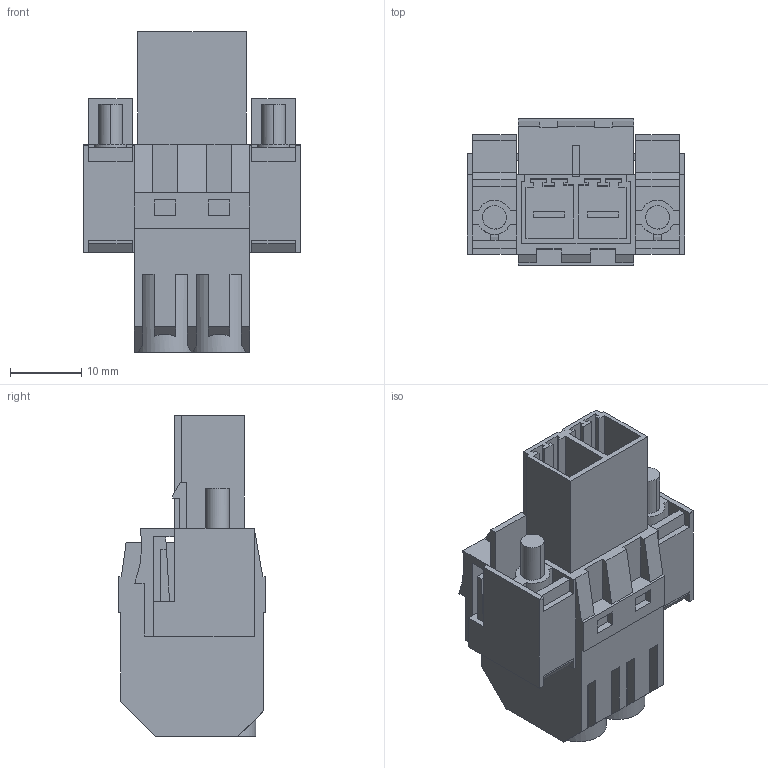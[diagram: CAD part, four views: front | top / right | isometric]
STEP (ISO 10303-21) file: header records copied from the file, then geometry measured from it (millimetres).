
FILE_DESCRIPTION(('CATIA V5 STEP Exchange','CAx-IF Rec.Pracs.--- Model Styling and Organization---1.4--- 2014-01-23'),'2;1');
FILE_NAME ('D1448678_1_1124810000_1124810000.stp','2022-10-14T09:58:58+00:00',('none'),('Weidmueller'),'CATIA Version 5-6 Release 2016 SP3 HF44','CATIA V5 STEP AP214','none');
FILE_SCHEMA(('AUTOMOTIVE_DESIGN { 1 0 10303 214 1 1 1 1 }'));
Length unit declared in the file: millimetre
Products named in the file (1): 1124810000
Bounding box: 30.48 x 20.6 x 45.01 mm (x, y, z)
Volume: 10417.2 mm3; surface area: 10477.5 mm2
Topology: 7 solids, 7 shells, 391 faces, 1105 edges, 739 vertices
Faces by surface type: plane 363, cylinder 28
Entity records: 12248 total; most frequent: CARTESIAN_POINT 2346, ORIENTED_EDGE 2210, DIRECTION 1670, EDGE_CURVE 1105, VECTOR 1021, LINE 1021, VERTEX_POINT 739, EDGE_LOOP 410
